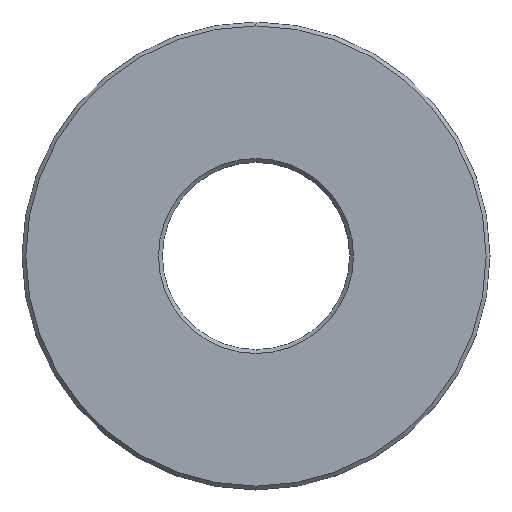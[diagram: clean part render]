
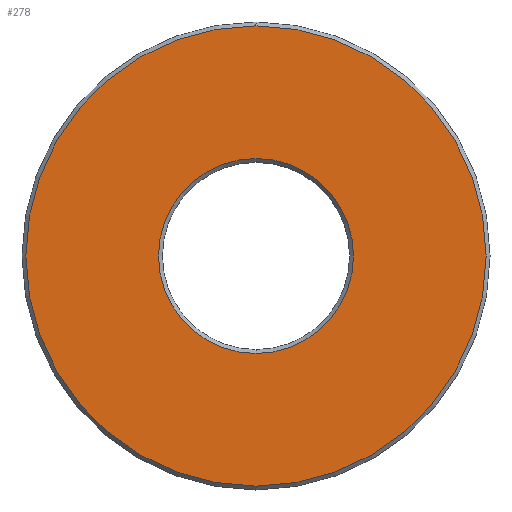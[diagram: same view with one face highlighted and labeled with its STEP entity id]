
A CAD part, left-side view. The second image highlights one B-rep face of the part: STEP entity #278.
In plain terms, the highlighted planar face has unit normal (-1, 0, 0).
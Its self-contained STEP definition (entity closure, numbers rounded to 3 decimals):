
#3 = CARTESIAN_POINT ( 'NONE',  ( 0., 0., 0. ) ) ;
#16 = CIRCLE ( 'NONE', #261, 14.75 ) ;
#21 = DIRECTION ( 'NONE',  ( 0., 0., -1. ) ) ;
#29 = AXIS2_PLACEMENT_3D ( 'NONE', #240, #202, #427 ) ;
#47 = DIRECTION ( 'NONE',  ( 0., 0., -1. ) ) ;
#58 = CARTESIAN_POINT ( 'NONE',  ( 0., 0., 0. ) ) ;
#72 = EDGE_LOOP ( 'NONE', ( #419, #496 ) ) ;
#82 = DIRECTION ( 'NONE',  ( 1., 0., 0. ) ) ;
#86 = VERTEX_POINT ( 'NONE', #271 ) ;
#104 = AXIS2_PLACEMENT_3D ( 'NONE', #364, #124, #276 ) ;
#113 = AXIS2_PLACEMENT_3D ( 'NONE', #3, #431, #434 ) ;
#124 = DIRECTION ( 'NONE',  ( 1., 0., 0. ) ) ;
#152 = CIRCLE ( 'NONE', #113, 6.25 ) ;
#171 = EDGE_CURVE ( 'NONE', #86, #256, #152, .T. ) ;
#179 = EDGE_CURVE ( 'NONE', #487, #428, #181, .T. ) ;
#180 = CARTESIAN_POINT ( 'NONE',  ( 0., 0., -14.75 ) ) ;
#181 = CIRCLE ( 'NONE', #29, 14.75 ) ;
#199 = PLANE ( 'NONE',  #104 ) ;
#202 = DIRECTION ( 'NONE',  ( -1., 0., 0. ) ) ;
#219 = CIRCLE ( 'NONE', #222, 6.25 ) ;
#222 = AXIS2_PLACEMENT_3D ( 'NONE', #288, #82, #47 ) ;
#229 = ORIENTED_EDGE ( 'NONE', *, *, #370, .T. ) ;
#232 = FACE_BOUND ( 'NONE', #448, .T. ) ;
#240 = CARTESIAN_POINT ( 'NONE',  ( 0., 0., 0. ) ) ;
#256 = VERTEX_POINT ( 'NONE', #465 ) ;
#261 = AXIS2_PLACEMENT_3D ( 'NONE', #58, #298, #21 ) ;
#271 = CARTESIAN_POINT ( 'NONE',  ( 0., 0., -6.25 ) ) ;
#276 = DIRECTION ( 'NONE',  ( 0., 0., -1. ) ) ;
#278 = ADVANCED_FACE ( 'NONE', ( #452, #232 ), #199, .F. ) ;
#288 = CARTESIAN_POINT ( 'NONE',  ( 0., 0., 0. ) ) ;
#298 = DIRECTION ( 'NONE',  ( -1., 0., 0. ) ) ;
#364 = CARTESIAN_POINT ( 'NONE',  ( 0., 0., -6. ) ) ;
#370 = EDGE_CURVE ( 'NONE', #256, #86, #219, .T. ) ;
#406 = CARTESIAN_POINT ( 'NONE',  ( 0., 0., 14.75 ) ) ;
#419 = ORIENTED_EDGE ( 'NONE', *, *, #179, .T. ) ;
#427 = DIRECTION ( 'NONE',  ( 0., 0., -1. ) ) ;
#428 = VERTEX_POINT ( 'NONE', #406 ) ;
#431 = DIRECTION ( 'NONE',  ( 1., 0., 0. ) ) ;
#433 = EDGE_CURVE ( 'NONE', #428, #487, #16, .T. ) ;
#434 = DIRECTION ( 'NONE',  ( 0., 0., -1. ) ) ;
#448 = EDGE_LOOP ( 'NONE', ( #229, #495 ) ) ;
#452 = FACE_OUTER_BOUND ( 'NONE', #72, .T. ) ;
#465 = CARTESIAN_POINT ( 'NONE',  ( 0., 0., 6.25 ) ) ;
#487 = VERTEX_POINT ( 'NONE', #180 ) ;
#495 = ORIENTED_EDGE ( 'NONE', *, *, #171, .T. ) ;
#496 = ORIENTED_EDGE ( 'NONE', *, *, #433, .T. ) ;
